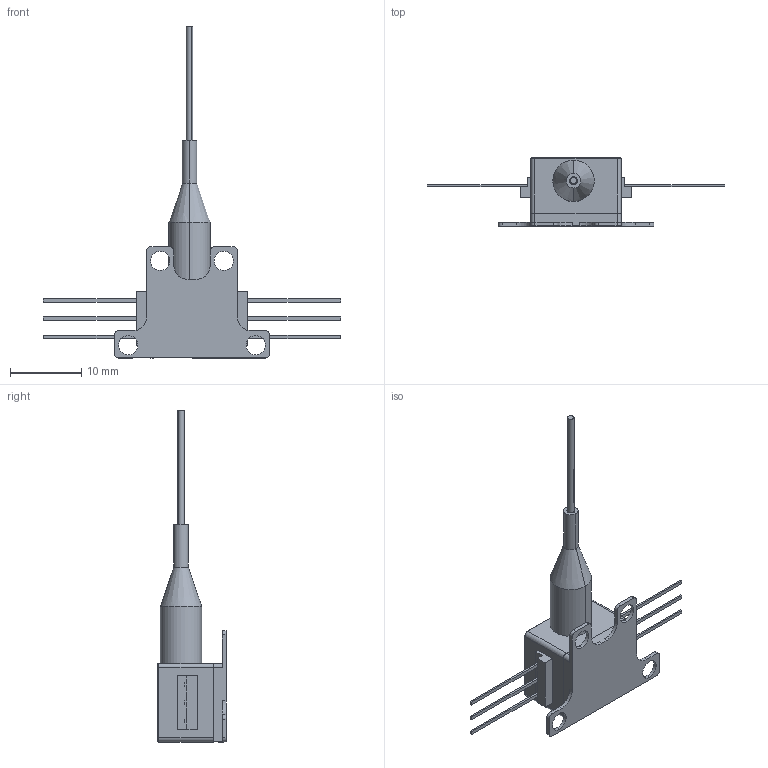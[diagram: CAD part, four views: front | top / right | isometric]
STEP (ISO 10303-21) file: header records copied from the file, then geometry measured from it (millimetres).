
FILE_DESCRIPTION (( 'STEP AP214' ), '1' );
FILE_NAME ('24726-E0W.STEP', '2012-08-03T18:01:53', ( '' ), ( '' ), 'SwSTEP 2.0', 'SolidWorks 2011', '' );
FILE_SCHEMA (( 'AUTOMOTIVE_DESIGN' ));
Length unit declared in the file: millimetre
Products named in the file (1): 24726-E0W
Bounding box: 41.6 x 9.53 x 46.5 mm (x, y, z)
Volume: 931.1 mm3; surface area: 2424.8 mm2
Topology: 15 solids, 15 shells, 491 faces, 1309 edges, 868 vertices
Faces by surface type: plane 306, bspline 109, cylinder 70, cone 6
Entity records: 26684 total; most frequent: CARTESIAN_POINT 9442, ORIENTED_EDGE 2618, DIRECTION 2003, EDGE_CURVE 1309, VECTOR 945, LINE 945, VERTEX_POINT 868, AXIS2_PLACEMENT_3D 529
